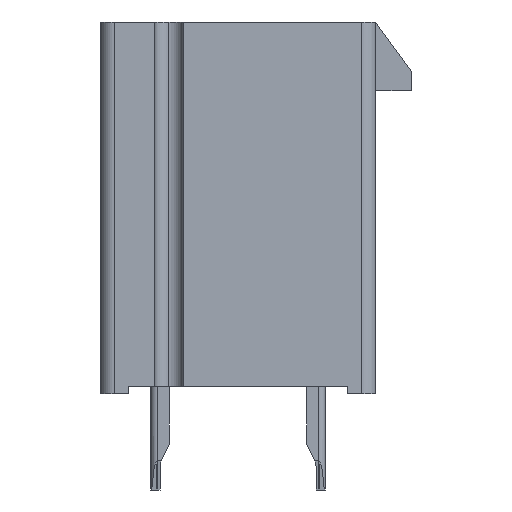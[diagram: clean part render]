
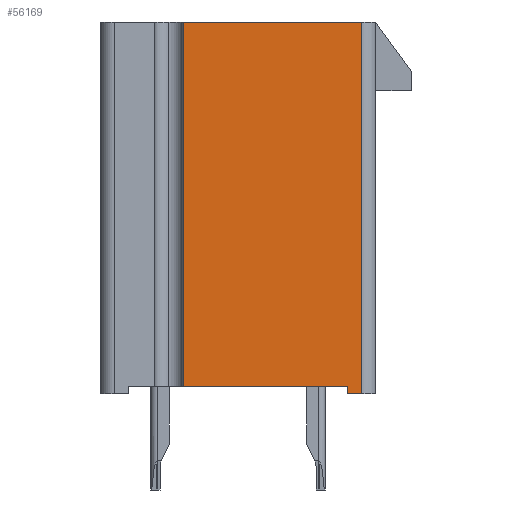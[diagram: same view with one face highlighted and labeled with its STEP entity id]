
A CAD part, left-side view. The second image highlights one B-rep face of the part: STEP entity #56169.
In plain terms, the highlighted planar face has unit normal (-1, 0, 0).
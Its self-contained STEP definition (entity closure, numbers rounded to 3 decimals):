
#500 = LINE ( 'NONE', #15265, #65169 ) ;
#1183 = LINE ( 'NONE', #10991, #62418 ) ;
#1503 = CARTESIAN_POINT ( 'NONE',  ( -30., -4.85, 0.25 ) ) ;
#5788 = CARTESIAN_POINT ( 'NONE',  ( -30., -3.85, 0. ) ) ;
#8736 = DIRECTION ( 'NONE',  ( 0., -1., 0. ) ) ;
#10205 = CARTESIAN_POINT ( 'NONE',  ( -30., -3.85, 13.1 ) ) ;
#10991 = CARTESIAN_POINT ( 'NONE',  ( -30., -4.85, 13.1 ) ) ;
#13468 = EDGE_CURVE ( 'NONE', #43761, #51414, #58187, .T. ) ;
#15265 = CARTESIAN_POINT ( 'NONE',  ( -30., -4.35, 13.1 ) ) ;
#15340 = ORIENTED_EDGE ( 'NONE', *, *, #63468, .T. ) ;
#16456 = ORIENTED_EDGE ( 'NONE', *, *, #55788, .F. ) ;
#16548 = VERTEX_POINT ( 'NONE', #16662 ) ;
#16662 = CARTESIAN_POINT ( 'NONE',  ( -30., -4.35, 0. ) ) ;
#17513 = ORIENTED_EDGE ( 'NONE', *, *, #25079, .F. ) ;
#19088 = ORIENTED_EDGE ( 'NONE', *, *, #22885, .T. ) ;
#20352 = DIRECTION ( 'NONE',  ( 0., 0., -1. ) ) ;
#21604 = CARTESIAN_POINT ( 'NONE',  ( -30., 1.936, 13.1 ) ) ;
#22885 = EDGE_CURVE ( 'NONE', #62125, #43761, #54398, .T. ) ;
#25079 = EDGE_CURVE ( 'NONE', #41970, #60528, #1183, .T. ) ;
#27206 = CARTESIAN_POINT ( 'NONE',  ( -30., 1.936, -3.2 ) ) ;
#28516 = EDGE_LOOP ( 'NONE', ( #16456, #19088, #65875, #15340, #29660, #17513 ) ) ;
#29660 = ORIENTED_EDGE ( 'NONE', *, *, #59429, .T. ) ;
#31183 = FACE_OUTER_BOUND ( 'NONE', #28516, .T. ) ;
#33136 = VECTOR ( 'NONE', #56806, 1000. ) ;
#37192 = DIRECTION ( 'NONE',  ( 0., 0., -1. ) ) ;
#38656 = CARTESIAN_POINT ( 'NONE',  ( -30., 1.936, 0.25 ) ) ;
#41003 = DIRECTION ( 'NONE',  ( 1., 0., 0. ) ) ;
#41418 = CARTESIAN_POINT ( 'NONE',  ( -30., -4.85, 0. ) ) ;
#41692 = CARTESIAN_POINT ( 'NONE',  ( -30., -4.85, 13.1 ) ) ;
#41970 = VERTEX_POINT ( 'NONE', #21604 ) ;
#42550 = DIRECTION ( 'NONE',  ( 0., -1., 0. ) ) ;
#43667 = LINE ( 'NONE', #27206, #44818 ) ;
#43761 = VERTEX_POINT ( 'NONE', #62427 ) ;
#44355 = DIRECTION ( 'NONE',  ( 0., 0., 1. ) ) ;
#44818 = VECTOR ( 'NONE', #44355, 1000. ) ;
#45265 = VECTOR ( 'NONE', #37192, 1000. ) ;
#51414 = VERTEX_POINT ( 'NONE', #5788 ) ;
#52532 = PLANE ( 'NONE',  #53794 ) ;
#53794 = AXIS2_PLACEMENT_3D ( 'NONE', #41692, #41003, #20352 ) ;
#54398 = LINE ( 'NONE', #1503, #56766 ) ;
#54458 = CARTESIAN_POINT ( 'NONE',  ( -30., -4.35, 13.1 ) ) ;
#55788 = EDGE_CURVE ( 'NONE', #62125, #41970, #43667, .T. ) ;
#56169 = ADVANCED_FACE ( 'NONE', ( #31183 ), #52532, .F. ) ;
#56766 = VECTOR ( 'NONE', #8736, 1000. ) ;
#56806 = DIRECTION ( 'NONE',  ( 0., -1., 0. ) ) ;
#57849 = LINE ( 'NONE', #41418, #33136 ) ;
#57980 = DIRECTION ( 'NONE',  ( 0., 0., 1. ) ) ;
#58187 = LINE ( 'NONE', #10205, #45265 ) ;
#59429 = EDGE_CURVE ( 'NONE', #16548, #60528, #500, .T. ) ;
#60528 = VERTEX_POINT ( 'NONE', #54458 ) ;
#62125 = VERTEX_POINT ( 'NONE', #38656 ) ;
#62418 = VECTOR ( 'NONE', #42550, 1000. ) ;
#62427 = CARTESIAN_POINT ( 'NONE',  ( -30., -3.85, 0.25 ) ) ;
#63468 = EDGE_CURVE ( 'NONE', #51414, #16548, #57849, .T. ) ;
#65169 = VECTOR ( 'NONE', #57980, 1000. ) ;
#65875 = ORIENTED_EDGE ( 'NONE', *, *, #13468, .T. ) ;
